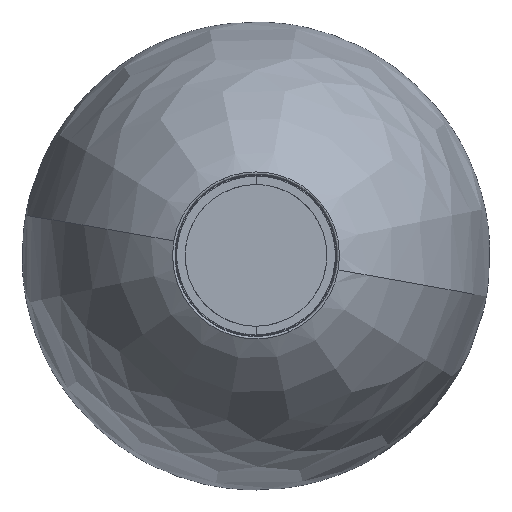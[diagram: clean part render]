
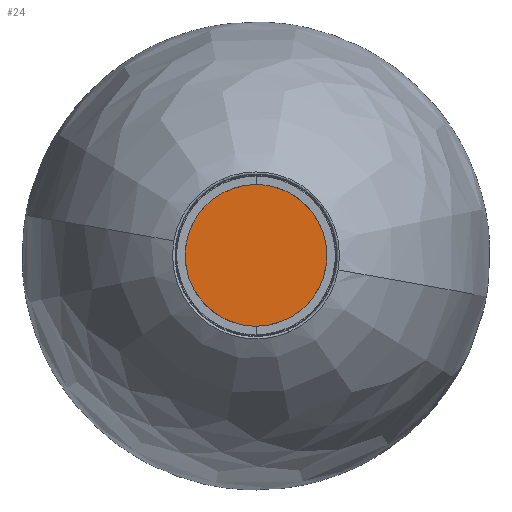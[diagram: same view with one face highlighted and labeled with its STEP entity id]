
A CAD part, top view. The second image highlights one B-rep face of the part: STEP entity #24.
In plain terms, the highlighted free-form (B-spline) face has degree [1, 1] with [2, 2] control points.
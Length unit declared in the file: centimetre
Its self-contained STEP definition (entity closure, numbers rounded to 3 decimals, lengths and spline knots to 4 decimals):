
#24=ADVANCED_FACE('',(#65),#534,.T.);
#65=FACE_OUTER_BOUND('',#106,.T.);
#106=EDGE_LOOP('',(#151,#152,#153,#154));
#151=ORIENTED_EDGE('',*,*,#340,.T.);
#152=ORIENTED_EDGE('',*,*,#341,.T.);
#153=ORIENTED_EDGE('',*,*,#342,.T.);
#154=ORIENTED_EDGE('',*,*,#343,.T.);
#340=EDGE_CURVE('',#439,#440,#540,.T.);
#341=EDGE_CURVE('',#440,#441,#541,.T.);
#342=EDGE_CURVE('',#441,#442,#542,.T.);
#343=EDGE_CURVE('',#442,#439,#543,.T.);
#439=VERTEX_POINT('',#956);
#440=VERTEX_POINT('',#957);
#441=VERTEX_POINT('',#958);
#442=VERTEX_POINT('',#959);
#534=B_SPLINE_SURFACE_WITH_KNOTS('',1,1,((#828,#829),(#830,#831)),.UNSPECIFIED.,
.F.,.F.,.F.,(2,2),(2,2),(0.,11.0606),(-5.5303,5.5303),
.UNSPECIFIED.);
#540=(
BOUNDED_CURVE()
B_SPLINE_CURVE(2,(#738,#739,#740),.UNSPECIFIED.,.F.,.F.)
B_SPLINE_CURVE_WITH_KNOTS((3,3),(0.,1.5708),.UNSPECIFIED.)
CURVE()
GEOMETRIC_REPRESENTATION_ITEM()
RATIONAL_B_SPLINE_CURVE((1.,0.707,1.))
REPRESENTATION_ITEM('')
);
#541=(
BOUNDED_CURVE()
B_SPLINE_CURVE(2,(#741,#742,#743),.UNSPECIFIED.,.F.,.F.)
B_SPLINE_CURVE_WITH_KNOTS((3,3),(1.5708,3.1416),.UNSPECIFIED.)
CURVE()
GEOMETRIC_REPRESENTATION_ITEM()
RATIONAL_B_SPLINE_CURVE((1.,0.707,1.))
REPRESENTATION_ITEM('')
);
#542=(
BOUNDED_CURVE()
B_SPLINE_CURVE(2,(#744,#745,#746),.UNSPECIFIED.,.F.,.F.)
B_SPLINE_CURVE_WITH_KNOTS((3,3),(3.1416,4.7124),.UNSPECIFIED.)
CURVE()
GEOMETRIC_REPRESENTATION_ITEM()
RATIONAL_B_SPLINE_CURVE((1.,0.707,1.))
REPRESENTATION_ITEM('')
);
#543=(
BOUNDED_CURVE()
B_SPLINE_CURVE(2,(#747,#748,#749),.UNSPECIFIED.,.F.,.F.)
B_SPLINE_CURVE_WITH_KNOTS((3,3),(4.7124,6.2832),.UNSPECIFIED.)
CURVE()
GEOMETRIC_REPRESENTATION_ITEM()
RATIONAL_B_SPLINE_CURVE((1.,0.707,1.))
REPRESENTATION_ITEM('')
);
#738=CARTESIAN_POINT('',(-5.5303,0.,0.));
#739=CARTESIAN_POINT('',(-5.5303,-5.5303,0.));
#740=CARTESIAN_POINT('',(0.,-5.5303,0.));
#741=CARTESIAN_POINT('',(0.,-5.5303,0.));
#742=CARTESIAN_POINT('',(5.5303,-5.5303,0.));
#743=CARTESIAN_POINT('',(5.5303,0.,0.));
#744=CARTESIAN_POINT('',(5.5303,0.,0.));
#745=CARTESIAN_POINT('',(5.5303,5.5303,0.));
#746=CARTESIAN_POINT('',(0.,5.5303,0.));
#747=CARTESIAN_POINT('',(0.,5.5303,0.));
#748=CARTESIAN_POINT('',(-5.5303,5.5303,0.));
#749=CARTESIAN_POINT('',(-5.5303,0.,0.));
#828=CARTESIAN_POINT('',(-5.5303,-5.5303,0.));
#829=CARTESIAN_POINT('',(-5.5303,5.5303,0.));
#830=CARTESIAN_POINT('',(5.5303,-5.5303,0.));
#831=CARTESIAN_POINT('',(5.5303,5.5303,0.));
#956=CARTESIAN_POINT('',(-5.5303,0.,0.));
#957=CARTESIAN_POINT('',(0.,-5.5303,0.));
#958=CARTESIAN_POINT('',(5.5303,0.,0.));
#959=CARTESIAN_POINT('',(0.,5.5303,0.));
